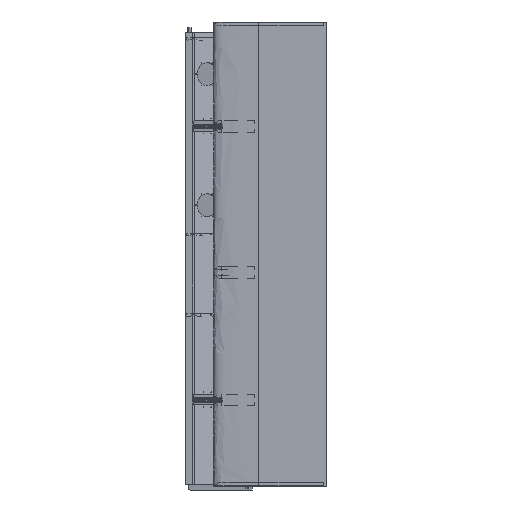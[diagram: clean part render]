
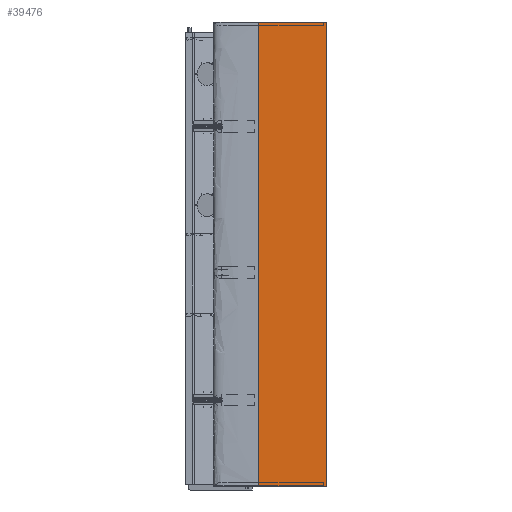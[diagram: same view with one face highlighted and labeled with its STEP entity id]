
A CAD part, front view. The second image highlights one B-rep face of the part: STEP entity #39476.
In plain terms, the highlighted free-form (B-spline) face has degree [1, 1] with [2, 2] control points.
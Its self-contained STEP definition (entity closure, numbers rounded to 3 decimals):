
#38396 = VERTEX_POINT('',#38397);
#38397 = CARTESIAN_POINT('',(710.271,0.619,
    -1818.239));
#38404 = EDGE_CURVE('',#38396,#38405,#38407,.T.);
#38405 = VERTEX_POINT('',#38406);
#38406 = CARTESIAN_POINT('',(369.905,0.998,
    -1818.239));
#38407 = B_SPLINE_CURVE_WITH_KNOTS('',1,(#38408,#38409),.UNSPECIFIED.,
  .F.,.F.,(2,2),(-292.866,-0.25),.PIECEWISE_BEZIER_KNOTS.);
#38408 = CARTESIAN_POINT('',(710.271,0.619,
    -1818.239));
#38409 = CARTESIAN_POINT('',(369.905,0.998,
    -1818.239));
#38434 = VERTEX_POINT('',#38435);
#38435 = CARTESIAN_POINT('',(710.271,0.619,
    531.388));
#39460 = EDGE_CURVE('',#39461,#38405,#39463,.T.);
#39461 = VERTEX_POINT('',#39462);
#39462 = CARTESIAN_POINT('',(369.905,0.998,
    531.388));
#39463 = B_SPLINE_CURVE_WITH_KNOTS('',1,(#39464,#39465),.UNSPECIFIED.,
  .F.,.F.,(2,2),(-505.,1515.),.PIECEWISE_BEZIER_KNOTS.);
#39464 = CARTESIAN_POINT('',(369.905,0.998,
    531.388));
#39465 = CARTESIAN_POINT('',(369.905,0.998,
    -1818.239));
#39476 = ADVANCED_FACE('',(#39477),#39491,.T.);
#39477 = FACE_BOUND('',#39478,.T.);
#39478 = EDGE_LOOP('',(#39479,#39480,#39481,#39486));
#39479 = ORIENTED_EDGE('',*,*,#39460,.T.);
#39480 = ORIENTED_EDGE('',*,*,#38404,.F.);
#39481 = ORIENTED_EDGE('',*,*,#39482,.F.);
#39482 = EDGE_CURVE('',#38434,#38396,#39483,.T.);
#39483 = B_SPLINE_CURVE_WITH_KNOTS('',1,(#39484,#39485),.UNSPECIFIED.,
  .F.,.F.,(2,2),(0.,2020.),.PIECEWISE_BEZIER_KNOTS.);
#39484 = CARTESIAN_POINT('',(710.271,0.619,
    531.388));
#39485 = CARTESIAN_POINT('',(710.271,0.619,
    -1818.239));
#39486 = ORIENTED_EDGE('',*,*,#39487,.F.);
#39487 = EDGE_CURVE('',#39461,#38434,#39488,.T.);
#39488 = B_SPLINE_CURVE_WITH_KNOTS('',1,(#39489,#39490),.UNSPECIFIED.,
  .F.,.F.,(2,2),(0.25,292.866),.PIECEWISE_BEZIER_KNOTS.);
#39489 = CARTESIAN_POINT('',(369.905,0.998,
    531.388));
#39490 = CARTESIAN_POINT('',(710.271,0.619,
    531.388));
#39491 = B_SPLINE_SURFACE_WITH_KNOTS('',1,1,(
    (#39492,#39493)
    ,(#39494,#39495
    )),.UNSPECIFIED.,.F.,.F.,.F.,(2,2),(2,2),(301.698,
    594.314),(0.,2020.),.PIECEWISE_BEZIER_KNOTS.);
#39492 = CARTESIAN_POINT('',(710.271,0.619,
    531.388));
#39493 = CARTESIAN_POINT('',(710.271,0.619,
    -1818.239));
#39494 = CARTESIAN_POINT('',(369.905,0.998,
    531.388));
#39495 = CARTESIAN_POINT('',(369.905,0.998,
    -1818.239));
